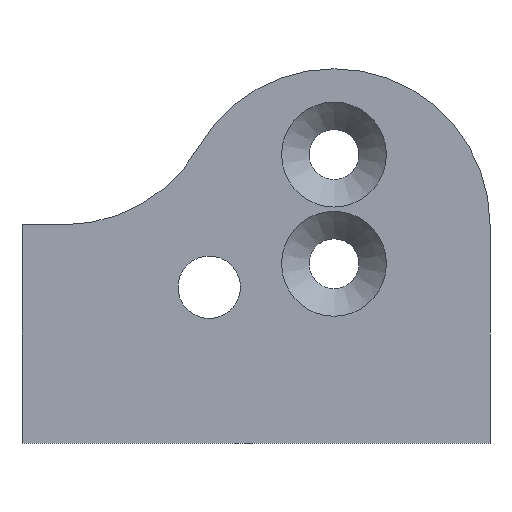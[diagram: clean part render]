
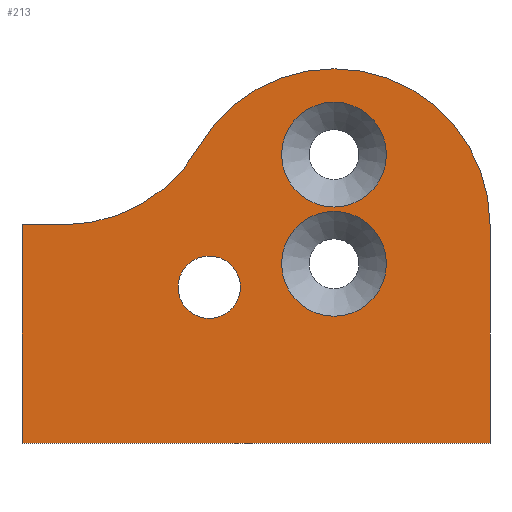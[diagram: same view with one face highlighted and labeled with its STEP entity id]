
A CAD part, front view. The second image highlights one B-rep face of the part: STEP entity #213.
In plain terms, the highlighted planar face has unit normal (0, -1, 0).
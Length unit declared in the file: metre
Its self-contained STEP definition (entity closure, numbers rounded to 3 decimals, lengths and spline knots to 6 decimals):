
#19=CIRCLE('',#240,0.002);
#20=CIRCLE('',#241,0.00336);
#21=CIRCLE('',#242,0.00336);
#22=CIRCLE('',#243,0.01);
#23=CIRCLE('',#244,0.01);
#39=ORIENTED_EDGE('',*,*,#90,.T.);
#40=ORIENTED_EDGE('',*,*,#91,.T.);
#41=ORIENTED_EDGE('',*,*,#92,.T.);
#42=ORIENTED_EDGE('',*,*,#93,.T.);
#43=ORIENTED_EDGE('',*,*,#94,.T.);
#44=ORIENTED_EDGE('',*,*,#95,.T.);
#45=ORIENTED_EDGE('',*,*,#96,.F.);
#46=ORIENTED_EDGE('',*,*,#85,.F.);
#47=ORIENTED_EDGE('',*,*,#89,.T.);
#85=EDGE_CURVE('',#111,#112,#131,.T.);
#89=EDGE_CURVE('',#111,#114,#135,.T.);
#90=EDGE_CURVE('',#115,#115,#19,.T.);
#91=EDGE_CURVE('',#116,#116,#20,.T.);
#92=EDGE_CURVE('',#117,#117,#21,.T.);
#93=EDGE_CURVE('',#114,#118,#22,.T.);
#94=EDGE_CURVE('',#118,#119,#23,.F.);
#95=EDGE_CURVE('',#119,#120,#136,.T.);
#96=EDGE_CURVE('',#112,#120,#137,.T.);
#111=VERTEX_POINT('',#334);
#112=VERTEX_POINT('',#336);
#114=VERTEX_POINT('',#342);
#115=VERTEX_POINT('',#346);
#116=VERTEX_POINT('',#348);
#117=VERTEX_POINT('',#350);
#118=VERTEX_POINT('',#352);
#119=VERTEX_POINT('',#354);
#120=VERTEX_POINT('',#356);
#131=LINE('',#335,#145);
#135=LINE('',#343,#149);
#136=LINE('',#355,#150);
#137=LINE('',#357,#151);
#145=VECTOR('',#268,1.);
#149=VECTOR('',#274,1.);
#150=VECTOR('',#287,1.);
#151=VECTOR('',#288,1.);
#159=EDGE_LOOP('',(#39));
#160=EDGE_LOOP('',(#40));
#161=EDGE_LOOP('',(#41));
#162=EDGE_LOOP('',(#42,#43,#44,#45,#46,#47));
#183=FACE_BOUND('',#159,.T.);
#184=FACE_BOUND('',#160,.T.);
#185=FACE_BOUND('',#161,.T.);
#186=FACE_BOUND('',#162,.T.);
#207=PLANE('',#239);
#213=ADVANCED_FACE('',(#183,#184,#185,#186),#207,.T.);
#239=AXIS2_PLACEMENT_3D('',#344,#275,#276);
#240=AXIS2_PLACEMENT_3D('',#345,#277,#278);
#241=AXIS2_PLACEMENT_3D('',#347,#279,#280);
#242=AXIS2_PLACEMENT_3D('',#349,#281,#282);
#243=AXIS2_PLACEMENT_3D('',#351,#283,#284);
#244=AXIS2_PLACEMENT_3D('',#353,#285,#286);
#268=DIRECTION('',(-1.,0.,0.));
#274=DIRECTION('',(0.,0.,1.));
#275=DIRECTION('',(0.,-1.,0.));
#276=DIRECTION('',(1.,0.,0.));
#277=DIRECTION('',(0.,1.,0.));
#278=DIRECTION('',(0.,0.,1.));
#279=DIRECTION('',(0.,1.,0.));
#280=DIRECTION('',(0.,0.,1.));
#281=DIRECTION('',(0.,1.,0.));
#282=DIRECTION('',(0.,0.,1.));
#283=DIRECTION('',(0.,-1.,0.));
#284=DIRECTION('',(0.,0.,-1.));
#285=DIRECTION('',(0.,-1.,0.));
#286=DIRECTION('',(0.,0.,-1.));
#287=DIRECTION('',(-1.,0.,0.));
#288=DIRECTION('',(0.,0.,1.));
#334=CARTESIAN_POINT('',(0.01,-0.005,-0.012));
#335=CARTESIAN_POINT('',(0.,-0.005,-0.012));
#336=CARTESIAN_POINT('',(-0.02,-0.005,-0.012));
#342=CARTESIAN_POINT('',(0.01,-0.005,0.002));
#343=CARTESIAN_POINT('',(0.01,-0.005,0.));
#344=CARTESIAN_POINT('',(0.,-0.005,0.));
#345=CARTESIAN_POINT('',(-0.008,-0.005,-0.002));
#346=CARTESIAN_POINT('',(-0.008,-0.005,0.));
#347=CARTESIAN_POINT('',(0.,-0.005,0.0065));
#348=CARTESIAN_POINT('',(0.,-0.005,0.00986));
#349=CARTESIAN_POINT('',(0.,-0.005,-0.0005));
#350=CARTESIAN_POINT('',(0.,-0.005,0.00286));
#351=CARTESIAN_POINT('',(0.,-0.005,0.002));
#352=CARTESIAN_POINT('',(-0.00866,-0.005,0.007));
#353=CARTESIAN_POINT('',(-0.017321,-0.005,0.012));
#354=CARTESIAN_POINT('',(-0.017321,-0.005,0.002));
#355=CARTESIAN_POINT('',(-0.015,-0.005,0.002));
#356=CARTESIAN_POINT('',(-0.02,-0.005,0.002));
#357=CARTESIAN_POINT('',(-0.02,-0.005,-0.005));
